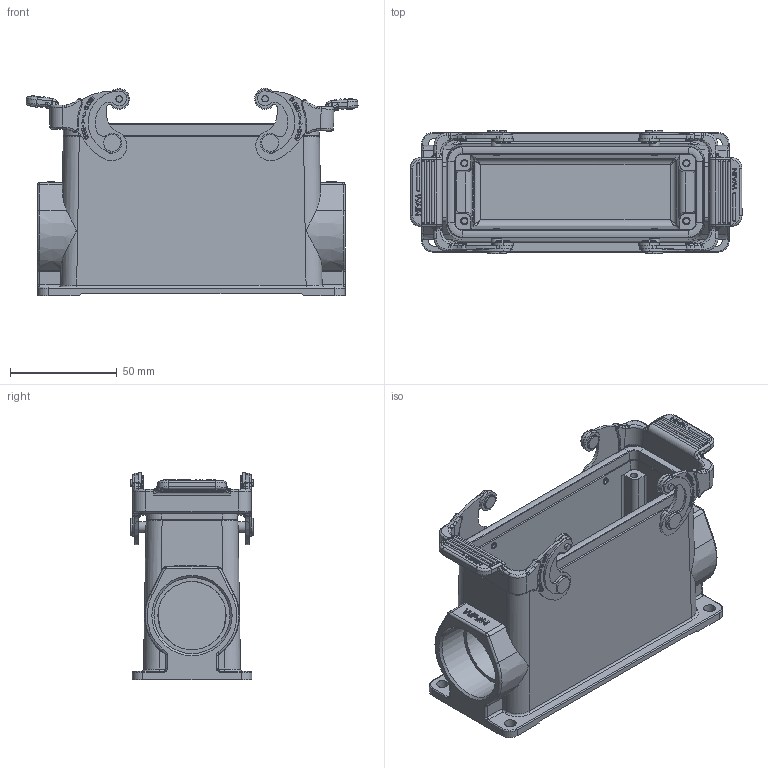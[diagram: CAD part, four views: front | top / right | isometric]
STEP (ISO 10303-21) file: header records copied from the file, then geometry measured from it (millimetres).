
FILE_DESCRIPTION(/* description */ (''),/* implementation_level */ '2;1');
FILE_NAME(/* name */ '3D-PG29.stp',/* time_stamp */ '2022-08-10T17:33:29+08:00',/* author */ (''),/* organization */ (''),/* preprocessor_version */ 'ST-DEVELOPER v18.1',/* originating_system */ 'SIEMENS PLM Software NX 1980',/* authorisation */ '');
FILE_SCHEMA (('AP203_CONFIGURATION_CONTROLLED_3D_DESIGN_OF_MECHANICAL_PARTS_AND_ASSEMBLIES_MIM_LF { 1 0 10303 403 2 1 2}'));
Products named in the file (1): 3D-PG29
Bounding box: 155.49 x 57.9 x 97.1 mm (x, y, z)
Volume: 189340.7 mm3; surface area: 95833.3 mm2
Topology: 22 solids, 22 shells, 1711 faces, 4384 edges, 2792 vertices
Faces by surface type: plane 778, cylinder 566, torus 134, bspline 81, extrusion 78, cone 41, sphere 33
Full cylindrical faces by diameter (mm): 1.9 x4, 3 x8, 4.9 x4, 8 x4, 32 x1, 35.6 x1
Entity records: 67384 total; most frequent: CARTESIAN_POINT 22271, ORIENTED_EDGE 8578, DIRECTION 7594, EDGE_CURVE 4289, VERTEX_POINT 2786, AXIS2_PLACEMENT_3D 2699, VECTOR 2196, LINE 2118
